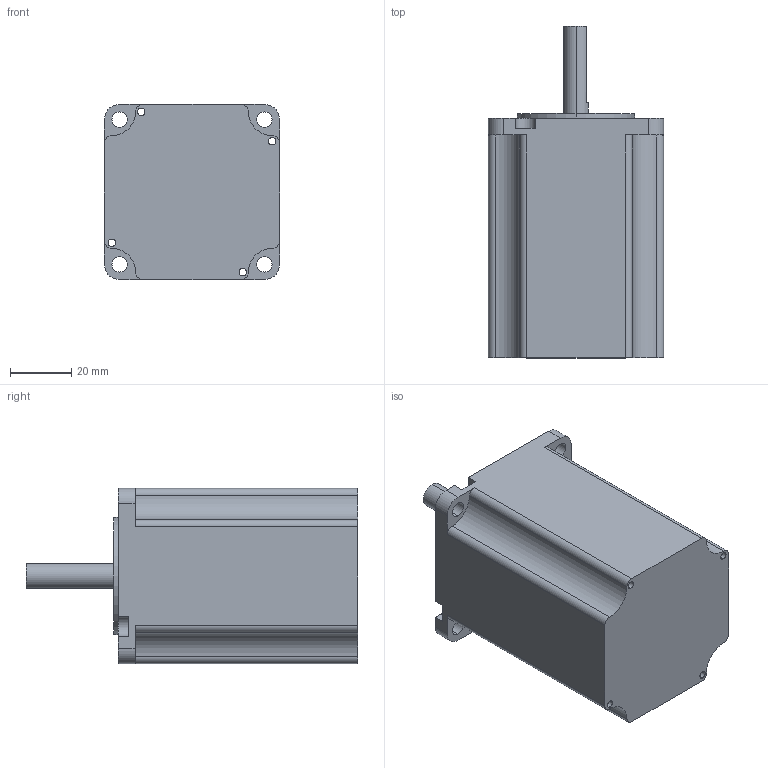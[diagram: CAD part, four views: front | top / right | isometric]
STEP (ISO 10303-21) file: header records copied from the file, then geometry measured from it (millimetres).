
FILE_DESCRIPTION (( 'STEP AP214' ), '1' );
FILE_NAME ('57BM15£¨57HB78-D0830-008£©.STEP', '2021-07-09T03:24:58', ( '' ), ( '' ), 'SwSTEP 2.0', 'SolidWorks 2020', '' );
FILE_SCHEMA (( 'AUTOMOTIVE_DESIGN' ));
Length unit declared in the file: millimetre
Products named in the file (1): 57BM15（57HB78-D0830-008）
Bounding box: 57 x 108 x 57 mm (x, y, z)
Volume: 226337.8 mm3; surface area: 26390.1 mm2
Topology: 1 solids, 1 shells, 73 faces, 201 edges, 134 vertices
Faces by surface type: cylinder 45, plane 28
Entity records: 2433 total; most frequent: DIRECTION 441, CARTESIAN_POINT 409, ORIENTED_EDGE 402, EDGE_CURVE 201, AXIS2_PLACEMENT_3D 166, VERTEX_POINT 134, VECTOR 109, LINE 109
